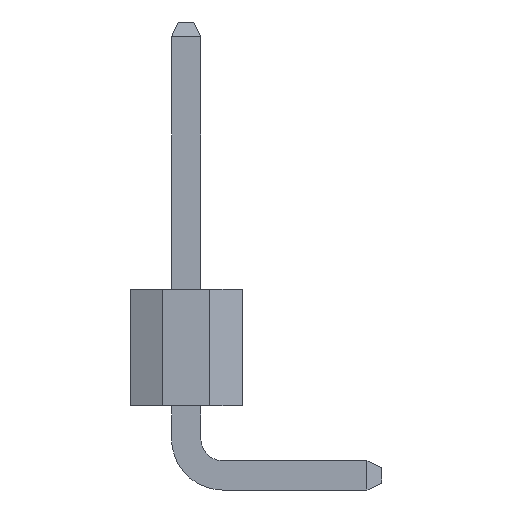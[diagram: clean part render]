
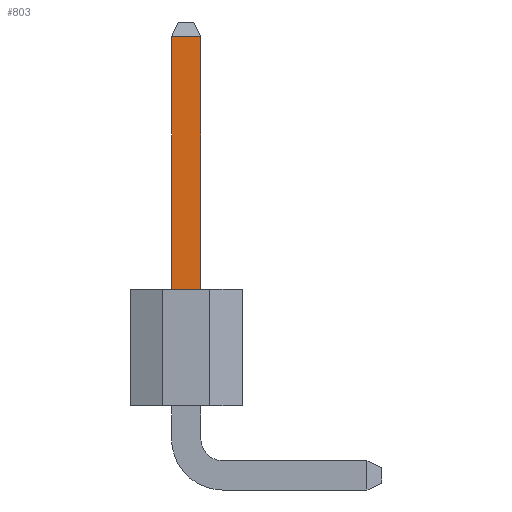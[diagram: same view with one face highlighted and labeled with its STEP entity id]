
A CAD part, left-side view. The second image highlights one B-rep face of the part: STEP entity #803.
In plain terms, the highlighted planar face has unit normal (-1, 0, 0).
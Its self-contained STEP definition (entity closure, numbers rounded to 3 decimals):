
#339 = EDGE_CURVE ( 'NONE', #5023, #340, #2039, .T. ) ;
#340 = VERTEX_POINT ( 'NONE', #2033 ) ;
#803 = ADVANCED_FACE ( 'NONE', ( #3409 ), #3394, .F. ) ;
#804 = EDGE_LOOP ( 'NONE', ( #805, #806, #836, #837 ) ) ;
#805 = ORIENTED_EDGE ( 'NONE', *, *, #935, .T. ) ;
#806 = ORIENTED_EDGE ( 'NONE', *, *, #901, .T. ) ;
#836 = ORIENTED_EDGE ( 'NONE', *, *, #339, .F. ) ;
#837 = ORIENTED_EDGE ( 'NONE', *, *, #5022, .F. ) ;
#880 = VERTEX_POINT ( 'NONE', #3571 ) ;
#901 = EDGE_CURVE ( 'NONE', #880, #340, #3629, .T. ) ;
#935 = EDGE_CURVE ( 'NONE', #4782, #880, #3717, .T. ) ;
#2033 = CARTESIAN_POINT ( 'NONE',  ( -10.48, 1.54, 9.578 ) ) ;
#2034 = DIRECTION ( 'NONE',  ( 0., 0., 1. ) ) ;
#2035 = VECTOR ( 'NONE', #2034, 1000. ) ;
#2036 = CARTESIAN_POINT ( 'NONE',  ( -10.48, 1.54, 0.8 ) ) ;
#2039 = LINE ( 'NONE', #2036, #2035 ) ;
#3390 = DIRECTION ( 'NONE',  ( 0., 0., -1. ) ) ;
#3391 = DIRECTION ( 'NONE',  ( 1., 0., 0. ) ) ;
#3392 = CARTESIAN_POINT ( 'NONE',  ( -10.48, 0.42, 0.32 ) ) ;
#3393 = AXIS2_PLACEMENT_3D ( 'NONE', #3392, #3391, #3390 ) ;
#3394 = PLANE ( 'NONE',  #3393 ) ;
#3409 = FACE_OUTER_BOUND ( 'NONE', #804, .T. ) ;
#3571 = CARTESIAN_POINT ( 'NONE',  ( -10.48, 0.9, 9.578 ) ) ;
#3626 = DIRECTION ( 'NONE',  ( 0., 1., 0. ) ) ;
#3627 = VECTOR ( 'NONE', #3626, 1000. ) ;
#3628 = CARTESIAN_POINT ( 'NONE',  ( -10.48, 0.42, 9.578 ) ) ;
#3629 = LINE ( 'NONE', #3628, #3627 ) ;
#3713 = DIRECTION ( 'NONE',  ( 0., 0., 1. ) ) ;
#3714 = VECTOR ( 'NONE', #3713, 1000. ) ;
#3715 = CARTESIAN_POINT ( 'NONE',  ( -10.48, 0.9, 0.8 ) ) ;
#3717 = LINE ( 'NONE', #3715, #3714 ) ;
#4782 = VERTEX_POINT ( 'NONE', #5298 ) ;
#5022 = EDGE_CURVE ( 'NONE', #4782, #5023, #5653, .T. ) ;
#5023 = VERTEX_POINT ( 'NONE', #5649 ) ;
#5298 = CARTESIAN_POINT ( 'NONE',  ( -10.48, 0.9, 4.06 ) ) ;
#5649 = CARTESIAN_POINT ( 'NONE',  ( -10.48, 1.54, 4.06 ) ) ;
#5650 = DIRECTION ( 'NONE',  ( 0., 1., 0. ) ) ;
#5651 = VECTOR ( 'NONE', #5650, 1000. ) ;
#5652 = CARTESIAN_POINT ( 'NONE',  ( -10.48, 0.42, 4.06 ) ) ;
#5653 = LINE ( 'NONE', #5652, #5651 ) ;
